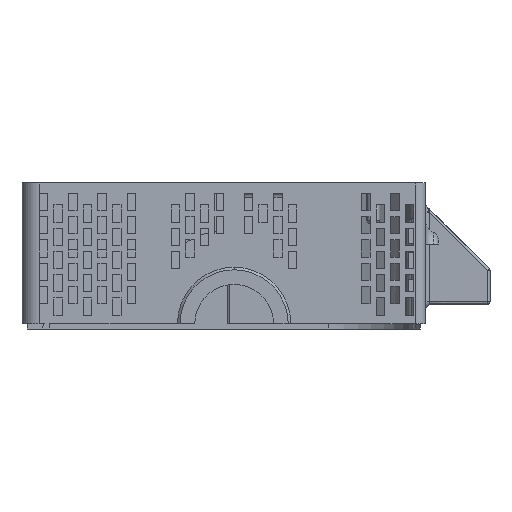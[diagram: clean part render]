
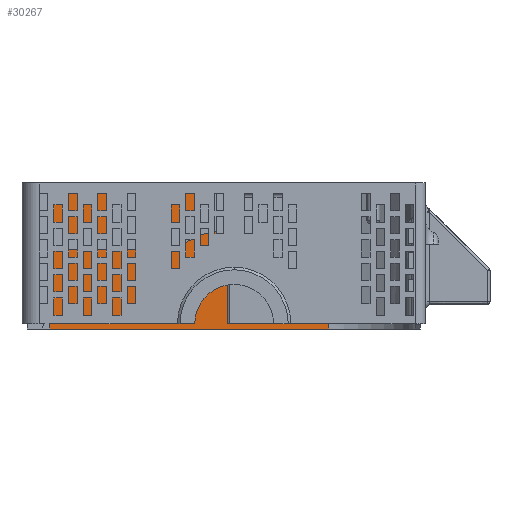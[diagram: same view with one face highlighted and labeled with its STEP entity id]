
A CAD part, front view. The second image highlights one B-rep face of the part: STEP entity #30267.
In plain terms, the highlighted planar face has unit normal (0, -1, 0).
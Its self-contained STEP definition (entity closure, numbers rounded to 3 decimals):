
#371 = ORIENTED_EDGE ( 'NONE', *, *, #26561, .F. ) ;
#730 = LINE ( 'NONE', #12632, #5812 ) ;
#738 = VECTOR ( 'NONE', #22302, 1000. ) ;
#749 = VERTEX_POINT ( 'NONE', #18667 ) ;
#926 = EDGE_CURVE ( 'NONE', #977, #25394, #3319, .T. ) ;
#977 = VERTEX_POINT ( 'NONE', #14864 ) ;
#1754 = LINE ( 'NONE', #9881, #9901 ) ;
#1818 = EDGE_CURVE ( 'NONE', #20467, #23140, #730, .T. ) ;
#2018 = CARTESIAN_POINT ( 'NONE',  ( -35.988, 91.729, -141.045 ) ) ;
#2095 = CARTESIAN_POINT ( 'NONE',  ( -31.188, 91.729, -130.045 ) ) ;
#2440 = EDGE_CURVE ( 'NONE', #19603, #2893, #18128, .T. ) ;
#2893 = VERTEX_POINT ( 'NONE', #17245 ) ;
#3022 = CARTESIAN_POINT ( 'NONE',  ( -7.438, 91.729, -142.245 ) ) ;
#3128 = LINE ( 'NONE', #9001, #8910 ) ;
#3319 = LINE ( 'NONE', #29592, #7674 ) ;
#3971 = LINE ( 'NONE', #33243, #25657 ) ;
#4351 = EDGE_CURVE ( 'NONE', #19603, #22558, #33271, .T. ) ;
#4476 = LINE ( 'NONE', #22261, #34282 ) ;
#4855 = DIRECTION ( 'NONE',  ( 0., 0., 1. ) ) ;
#4986 = CARTESIAN_POINT ( 'NONE',  ( -29.438, 91.729, -141.045 ) ) ;
#5068 = ORIENTED_EDGE ( 'NONE', *, *, #14866, .T. ) ;
#5203 = CARTESIAN_POINT ( 'NONE',  ( -7.438, 91.729, -141.045 ) ) ;
#5245 = ORIENTED_EDGE ( 'NONE', *, *, #6883, .T. ) ;
#5460 = LINE ( 'NONE', #19073, #11144 ) ;
#5505 = DIRECTION ( 'NONE',  ( -1., 0., 0. ) ) ;
#5812 = VECTOR ( 'NONE', #24157, 1000. ) ;
#5854 = CARTESIAN_POINT ( 'NONE',  ( -76.288, 91.729, -141.045 ) ) ;
#6355 = CARTESIAN_POINT ( 'NONE',  ( -35.988, 91.729, -119.695 ) ) ;
#6675 = CARTESIAN_POINT ( 'NONE',  ( -73.888, 91.729, -119.695 ) ) ;
#6678 = ORIENTED_EDGE ( 'NONE', *, *, #17964, .T. ) ;
#6883 = EDGE_CURVE ( 'NONE', #10334, #28462, #12397, .T. ) ;
#7117 = DIRECTION ( 'NONE',  ( -1., 0., 0. ) ) ;
#7616 = ORIENTED_EDGE ( 'NONE', *, *, #25636, .T. ) ;
#7674 = VECTOR ( 'NONE', #12384, 1000. ) ;
#7885 = LINE ( 'NONE', #2018, #9390 ) ;
#8198 = ORIENTED_EDGE ( 'NONE', *, *, #2440, .T. ) ;
#8379 = ORIENTED_EDGE ( 'NONE', *, *, #11750, .T. ) ;
#8792 = EDGE_CURVE ( 'NONE', #18172, #33954, #17574, .T. ) ;
#8910 = VECTOR ( 'NONE', #23003, 1000. ) ;
#9001 = CARTESIAN_POINT ( 'NONE',  ( 0., 91.729, -142.245 ) ) ;
#9049 = CARTESIAN_POINT ( 'NONE',  ( -16.438, 91.729, -110.745 ) ) ;
#9210 = ORIENTED_EDGE ( 'NONE', *, *, #33007, .F. ) ;
#9279 = AXIS2_PLACEMENT_3D ( 'NONE', #4986, #36749, #25792 ) ;
#9390 = VECTOR ( 'NONE', #4855, 1000. ) ;
#9622 = VERTEX_POINT ( 'NONE', #2095 ) ;
#9761 = LINE ( 'NONE', #18445, #25797 ) ;
#9881 = CARTESIAN_POINT ( 'NONE',  ( -33.588, 91.729, -141.045 ) ) ;
#9901 = VECTOR ( 'NONE', #32730, 1000. ) ;
#10334 = VERTEX_POINT ( 'NONE', #11420 ) ;
#10385 = CARTESIAN_POINT ( 'NONE',  ( -35.988, 91.729, -110.745 ) ) ;
#10798 = DIRECTION ( 'NONE',  ( 1., 0., 0. ) ) ;
#10991 = CARTESIAN_POINT ( 'NONE',  ( -29.438, 91.729, -110.745 ) ) ;
#11001 = EDGE_CURVE ( 'NONE', #16596, #22193, #5460, .T. ) ;
#11099 = DIRECTION ( 'NONE',  ( 1., 0., 0. ) ) ;
#11144 = VECTOR ( 'NONE', #34364, 1000. ) ;
#11221 = CARTESIAN_POINT ( 'NONE',  ( -16.438, 91.729, -141.045 ) ) ;
#11420 = CARTESIAN_POINT ( 'NONE',  ( -56.138, 91.729, -110.745 ) ) ;
#11750 = EDGE_CURVE ( 'NONE', #25394, #10334, #3971, .T. ) ;
#12283 = EDGE_CURVE ( 'NONE', #23140, #29842, #7885, .T. ) ;
#12356 = CARTESIAN_POINT ( 'NONE',  ( -73.888, 91.729, -141.045 ) ) ;
#12384 = DIRECTION ( 'NONE',  ( -1., 0., 0. ) ) ;
#12397 = LINE ( 'NONE', #27139, #29215 ) ;
#12632 = CARTESIAN_POINT ( 'NONE',  ( -29.438, 91.729, -119.695 ) ) ;
#13256 = ORIENTED_EDGE ( 'NONE', *, *, #18301, .F. ) ;
#13564 = CARTESIAN_POINT ( 'NONE',  ( -29.438, 91.729, -130.045 ) ) ;
#14399 = ORIENTED_EDGE ( 'NONE', *, *, #27714, .T. ) ;
#14445 = CARTESIAN_POINT ( 'NONE',  ( -76.288, 91.729, -119.695 ) ) ;
#14864 = CARTESIAN_POINT ( 'NONE',  ( -53.738, 91.729, -119.695 ) ) ;
#14866 = EDGE_CURVE ( 'NONE', #21584, #977, #17500, .T. ) ;
#16393 = VERTEX_POINT ( 'NONE', #23543 ) ;
#16596 = VERTEX_POINT ( 'NONE', #11221 ) ;
#17245 = CARTESIAN_POINT ( 'NONE',  ( -76.288, 91.729, -142.245 ) ) ;
#17500 = LINE ( 'NONE', #20331, #21151 ) ;
#17574 = LINE ( 'NONE', #3022, #19551 ) ;
#17933 = VECTOR ( 'NONE', #29090, 1000. ) ;
#17964 = EDGE_CURVE ( 'NONE', #22193, #749, #25358, .T. ) ;
#18128 = LINE ( 'NONE', #5854, #17933 ) ;
#18172 = VERTEX_POINT ( 'NONE', #30414 ) ;
#18301 = EDGE_CURVE ( 'NONE', #9622, #749, #25312, .T. ) ;
#18445 = CARTESIAN_POINT ( 'NONE',  ( -29.438, 91.729, -110.745 ) ) ;
#18667 = CARTESIAN_POINT ( 'NONE',  ( -31.188, 91.729, -110.745 ) ) ;
#19073 = CARTESIAN_POINT ( 'NONE',  ( -16.438, 91.729, -141.045 ) ) ;
#19263 = ORIENTED_EDGE ( 'NONE', *, *, #36308, .F. ) ;
#19542 = FACE_OUTER_BOUND ( 'NONE', #24117, .T. ) ;
#19551 = VECTOR ( 'NONE', #20215, 1000. ) ;
#19603 = VERTEX_POINT ( 'NONE', #14445 ) ;
#20215 = DIRECTION ( 'NONE',  ( 0., 0., 1. ) ) ;
#20331 = CARTESIAN_POINT ( 'NONE',  ( -53.738, 91.729, -141.045 ) ) ;
#20467 = VERTEX_POINT ( 'NONE', #33190 ) ;
#20491 = DIRECTION ( 'NONE',  ( 0., 0., 1. ) ) ;
#21151 = VECTOR ( 'NONE', #32031, 1000. ) ;
#21210 = ORIENTED_EDGE ( 'NONE', *, *, #4351, .F. ) ;
#21584 = VERTEX_POINT ( 'NONE', #34498 ) ;
#21852 = VECTOR ( 'NONE', #5505, 1000. ) ;
#22193 = VERTEX_POINT ( 'NONE', #9049 ) ;
#22261 = CARTESIAN_POINT ( 'NONE',  ( 0., 91.729, -141.045 ) ) ;
#22302 = DIRECTION ( 'NONE',  ( 0., 0., 1. ) ) ;
#22479 = CARTESIAN_POINT ( 'NONE',  ( -31.188, 91.729, -141.045 ) ) ;
#22558 = VERTEX_POINT ( 'NONE', #6675 ) ;
#22694 = CARTESIAN_POINT ( 'NONE',  ( -73.888, 91.729, -110.745 ) ) ;
#23003 = DIRECTION ( 'NONE',  ( 1., 0., 0. ) ) ;
#23140 = VERTEX_POINT ( 'NONE', #6355 ) ;
#23543 = CARTESIAN_POINT ( 'NONE',  ( -33.588, 91.729, -130.045 ) ) ;
#23937 = DIRECTION ( 'NONE',  ( -1., 0., 0. ) ) ;
#24117 = EDGE_LOOP ( 'NONE', ( #19263, #34920, #6678, #13256, #371, #33035, #29983, #32813, #14399, #5068, #32350, #8379, #5245, #9210, #21210, #8198, #7616, #29200 ) ) ;
#24157 = DIRECTION ( 'NONE',  ( -1., 0., 0. ) ) ;
#24493 = VECTOR ( 'NONE', #20491, 1000. ) ;
#25312 = LINE ( 'NONE', #22479, #738 ) ;
#25358 = LINE ( 'NONE', #10991, #21852 ) ;
#25394 = VERTEX_POINT ( 'NONE', #35059 ) ;
#25405 = PLANE ( 'NONE',  #9279 ) ;
#25636 = EDGE_CURVE ( 'NONE', #2893, #18172, #3128, .T. ) ;
#25657 = VECTOR ( 'NONE', #27036, 1000. ) ;
#25742 = VECTOR ( 'NONE', #11099, 1000. ) ;
#25792 = DIRECTION ( 'NONE',  ( 0., 0., 1. ) ) ;
#25797 = VECTOR ( 'NONE', #7117, 1000. ) ;
#26561 = EDGE_CURVE ( 'NONE', #16393, #9622, #28309, .T. ) ;
#27036 = DIRECTION ( 'NONE',  ( 0., 0., 1. ) ) ;
#27139 = CARTESIAN_POINT ( 'NONE',  ( -29.438, 91.729, -110.745 ) ) ;
#27714 = EDGE_CURVE ( 'NONE', #29842, #21584, #9761, .T. ) ;
#27907 = DIRECTION ( 'NONE',  ( 1., 0., 0. ) ) ;
#28309 = LINE ( 'NONE', #13564, #25742 ) ;
#28462 = VERTEX_POINT ( 'NONE', #22694 ) ;
#28616 = VECTOR ( 'NONE', #10798, 1000. ) ;
#29090 = DIRECTION ( 'NONE',  ( 0., 0., -1. ) ) ;
#29200 = ORIENTED_EDGE ( 'NONE', *, *, #8792, .T. ) ;
#29215 = VECTOR ( 'NONE', #23937, 1000. ) ;
#29592 = CARTESIAN_POINT ( 'NONE',  ( -29.438, 91.729, -119.695 ) ) ;
#29842 = VERTEX_POINT ( 'NONE', #10385 ) ;
#29983 = ORIENTED_EDGE ( 'NONE', *, *, #1818, .T. ) ;
#30267 = ADVANCED_FACE ( 'NONE', ( #19542 ), #25405, .F. ) ;
#30414 = CARTESIAN_POINT ( 'NONE',  ( -7.438, 91.729, -142.245 ) ) ;
#30504 = EDGE_CURVE ( 'NONE', #16393, #20467, #1754, .T. ) ;
#32031 = DIRECTION ( 'NONE',  ( 0., 0., -1. ) ) ;
#32350 = ORIENTED_EDGE ( 'NONE', *, *, #926, .T. ) ;
#32730 = DIRECTION ( 'NONE',  ( 0., 0., 1. ) ) ;
#32813 = ORIENTED_EDGE ( 'NONE', *, *, #12283, .T. ) ;
#33007 = EDGE_CURVE ( 'NONE', #22558, #28462, #35212, .T. ) ;
#33035 = ORIENTED_EDGE ( 'NONE', *, *, #30504, .T. ) ;
#33190 = CARTESIAN_POINT ( 'NONE',  ( -33.588, 91.729, -119.695 ) ) ;
#33243 = CARTESIAN_POINT ( 'NONE',  ( -56.138, 91.729, -141.045 ) ) ;
#33271 = LINE ( 'NONE', #35931, #28616 ) ;
#33954 = VERTEX_POINT ( 'NONE', #5203 ) ;
#34282 = VECTOR ( 'NONE', #27907, 1000. ) ;
#34364 = DIRECTION ( 'NONE',  ( 0., 0., 1. ) ) ;
#34498 = CARTESIAN_POINT ( 'NONE',  ( -53.738, 91.729, -110.745 ) ) ;
#34920 = ORIENTED_EDGE ( 'NONE', *, *, #11001, .T. ) ;
#35059 = CARTESIAN_POINT ( 'NONE',  ( -56.138, 91.729, -119.695 ) ) ;
#35212 = LINE ( 'NONE', #12356, #24493 ) ;
#35931 = CARTESIAN_POINT ( 'NONE',  ( -29.438, 91.729, -119.695 ) ) ;
#36308 = EDGE_CURVE ( 'NONE', #16596, #33954, #4476, .T. ) ;
#36749 = DIRECTION ( 'NONE',  ( 0., 1., 0. ) ) ;
